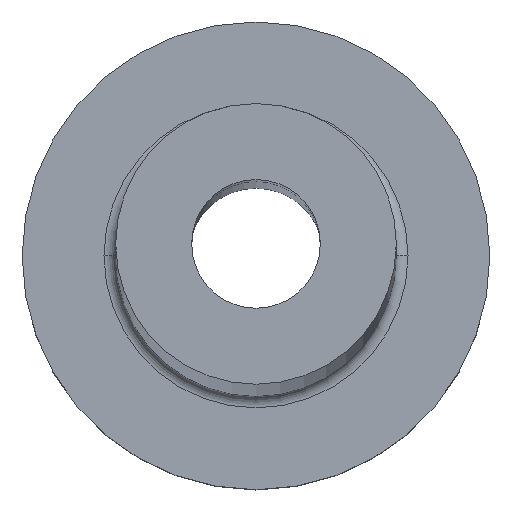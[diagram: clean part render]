
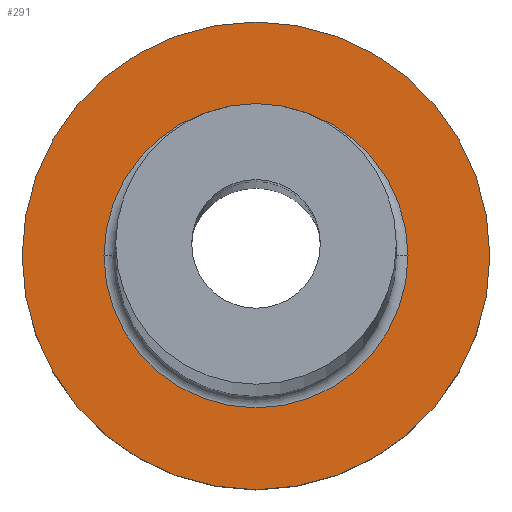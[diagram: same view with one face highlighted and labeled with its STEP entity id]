
A CAD part, top view. The second image highlights one B-rep face of the part: STEP entity #291.
In plain terms, the highlighted planar face has unit normal (0, 0, 1).
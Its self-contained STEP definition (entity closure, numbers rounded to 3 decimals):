
#5 = EDGE_CURVE ( 'NONE', #393, #382, #48, .T. ) ;
#15 = EDGE_CURVE ( 'NONE', #341, #301, #137, .T. ) ;
#16 = DIRECTION ( 'NONE',  ( 1., 0., 0. ) ) ;
#31 = FACE_OUTER_BOUND ( 'NONE', #234, .T. ) ;
#48 = CIRCLE ( 'NONE', #100, 6.5 ) ;
#54 = FACE_BOUND ( 'NONE', #295, .T. ) ;
#77 = CARTESIAN_POINT ( 'NONE',  ( 0., 0., 7. ) ) ;
#78 = DIRECTION ( 'NONE',  ( 1., 0., 0. ) ) ;
#80 = DIRECTION ( 'NONE',  ( 0., 0., 1. ) ) ;
#100 = AXIS2_PLACEMENT_3D ( 'NONE', #436, #270, #16 ) ;
#108 = EDGE_CURVE ( 'NONE', #382, #393, #258, .T. ) ;
#110 = CARTESIAN_POINT ( 'NONE',  ( 0., 0., 7. ) ) ;
#122 = DIRECTION ( 'NONE',  ( 0., 0., -1. ) ) ;
#137 = CIRCLE ( 'NONE', #266, 10. ) ;
#159 = CIRCLE ( 'NONE', #292, 10. ) ;
#172 = CARTESIAN_POINT ( 'NONE',  ( -10., 0., 7. ) ) ;
#195 = DIRECTION ( 'NONE',  ( 1., 0., 0. ) ) ;
#206 = CARTESIAN_POINT ( 'NONE',  ( -6.5, 0., 7. ) ) ;
#209 = EDGE_CURVE ( 'NONE', #301, #341, #159, .T. ) ;
#210 = PLANE ( 'NONE',  #446 ) ;
#223 = ORIENTED_EDGE ( 'NONE', *, *, #5, .T. ) ;
#232 = AXIS2_PLACEMENT_3D ( 'NONE', #77, #122, #376 ) ;
#234 = EDGE_LOOP ( 'NONE', ( #247, #397 ) ) ;
#242 = CARTESIAN_POINT ( 'NONE',  ( 6.5, 0., 7. ) ) ;
#247 = ORIENTED_EDGE ( 'NONE', *, *, #15, .T. ) ;
#255 = ORIENTED_EDGE ( 'NONE', *, *, #108, .T. ) ;
#258 = CIRCLE ( 'NONE', #232, 6.5 ) ;
#266 = AXIS2_PLACEMENT_3D ( 'NONE', #110, #406, #78 ) ;
#270 = DIRECTION ( 'NONE',  ( 0., 0., -1. ) ) ;
#279 = DIRECTION ( 'NONE',  ( 0., 0., 1. ) ) ;
#291 = ADVANCED_FACE ( 'NONE', ( #54, #31 ), #210, .T. ) ;
#292 = AXIS2_PLACEMENT_3D ( 'NONE', #407, #80, #195 ) ;
#295 = EDGE_LOOP ( 'NONE', ( #223, #255 ) ) ;
#301 = VERTEX_POINT ( 'NONE', #321 ) ;
#317 = DIRECTION ( 'NONE',  ( 1., 0., 0. ) ) ;
#321 = CARTESIAN_POINT ( 'NONE',  ( 10., 0., 7. ) ) ;
#341 = VERTEX_POINT ( 'NONE', #172 ) ;
#376 = DIRECTION ( 'NONE',  ( 1., 0., 0. ) ) ;
#382 = VERTEX_POINT ( 'NONE', #206 ) ;
#393 = VERTEX_POINT ( 'NONE', #242 ) ;
#394 = CARTESIAN_POINT ( 'NONE',  ( 0., 0., 7. ) ) ;
#397 = ORIENTED_EDGE ( 'NONE', *, *, #209, .T. ) ;
#406 = DIRECTION ( 'NONE',  ( 0., 0., 1. ) ) ;
#407 = CARTESIAN_POINT ( 'NONE',  ( 0., 0., 7. ) ) ;
#436 = CARTESIAN_POINT ( 'NONE',  ( 0., 0., 7. ) ) ;
#446 = AXIS2_PLACEMENT_3D ( 'NONE', #394, #279, #317 ) ;
